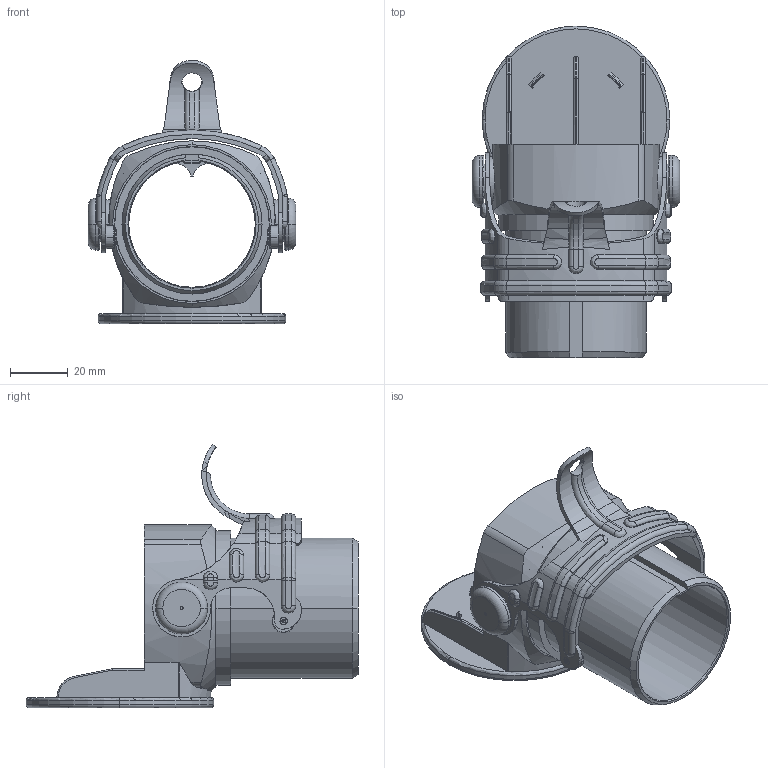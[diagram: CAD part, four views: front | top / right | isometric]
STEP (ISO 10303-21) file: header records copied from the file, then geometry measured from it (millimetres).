
FILE_DESCRIPTION((''),'2;1');
FILE_NAME('382043_SW0001','2021-06-04T16:04:41',('teru'),(''),'CREO PARAMETRIC BY PTC INC, 2017380','CREO PARAMETRIC BY PTC INC, 2017380','');
FILE_SCHEMA(('CONFIG_CONTROL_DESIGN'));
Length unit declared in the file: millimetre
Products named in the file (1): 382043_SW0001
Bounding box: 71.8 x 115 x 91.21 mm (x, y, z)
Volume: 62104.3 mm3; surface area: 52866.4 mm2
Topology: 2 solids, 2 shells, 984 faces, 2578 edges, 1654 vertices
Faces by surface type: plane 487, cylinder 275, torus 88, extrusion 64, cone 40, bspline 30
Entity records: 34561 total; most frequent: CARTESIAN_POINT 10463, ORIENTED_EDGE 5132, DIRECTION 4796, EDGE_CURVE 2566, VERTEX_POINT 1654, AXIS2_PLACEMENT_3D 1605, VECTOR 1586, LINE 1522
